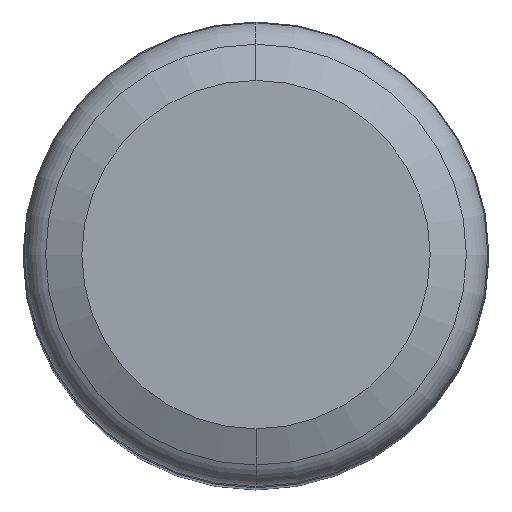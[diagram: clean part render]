
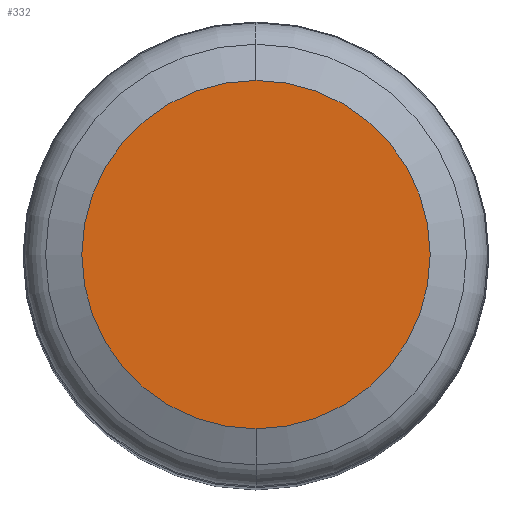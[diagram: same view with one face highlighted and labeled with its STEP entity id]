
A CAD part, top view. The second image highlights one B-rep face of the part: STEP entity #332.
In plain terms, the highlighted planar face has unit normal (0, 0, 1).
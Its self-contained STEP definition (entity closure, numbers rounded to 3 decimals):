
#5 = AXIS2_PLACEMENT_3D ( 'NONE', #540, #173, #6 ) ;
#6 = DIRECTION ( 'NONE',  ( 1., 0., 0. ) ) ;
#9 = EDGE_CURVE ( 'NONE', #515, #162, #430, .T. ) ;
#102 = CIRCLE ( 'NONE', #259, 5.935 ) ;
#108 = ORIENTED_EDGE ( 'NONE', *, *, #566, .F. ) ;
#162 = VERTEX_POINT ( 'NONE', #252 ) ;
#173 = DIRECTION ( 'NONE',  ( 0., 0., 1. ) ) ;
#203 = CARTESIAN_POINT ( 'NONE',  ( 0., 0., 0. ) ) ;
#204 = DIRECTION ( 'NONE',  ( 0., 0., -1. ) ) ;
#222 = PLANE ( 'NONE',  #5 ) ;
#247 = EDGE_LOOP ( 'NONE', ( #657, #108 ) ) ;
#252 = CARTESIAN_POINT ( 'NONE',  ( 0., 5.935, 0. ) ) ;
#259 = AXIS2_PLACEMENT_3D ( 'NONE', #203, #569, #517 ) ;
#322 = FACE_OUTER_BOUND ( 'NONE', #247, .T. ) ;
#332 = ADVANCED_FACE ( 'NONE', ( #322 ), #222, .T. ) ;
#339 = CARTESIAN_POINT ( 'NONE',  ( 0., -5.935, 0. ) ) ;
#430 = CIRCLE ( 'NONE', #606, 5.935 ) ;
#454 = DIRECTION ( 'NONE',  ( 0., 1., 0. ) ) ;
#515 = VERTEX_POINT ( 'NONE', #339 ) ;
#517 = DIRECTION ( 'NONE',  ( 0., 1., 0. ) ) ;
#540 = CARTESIAN_POINT ( 'NONE',  ( 0., 0., 0. ) ) ;
#566 = EDGE_CURVE ( 'NONE', #162, #515, #102, .T. ) ;
#569 = DIRECTION ( 'NONE',  ( 0., 0., -1. ) ) ;
#606 = AXIS2_PLACEMENT_3D ( 'NONE', #676, #204, #454 ) ;
#657 = ORIENTED_EDGE ( 'NONE', *, *, #9, .F. ) ;
#676 = CARTESIAN_POINT ( 'NONE',  ( 0., 0., 0. ) ) ;
